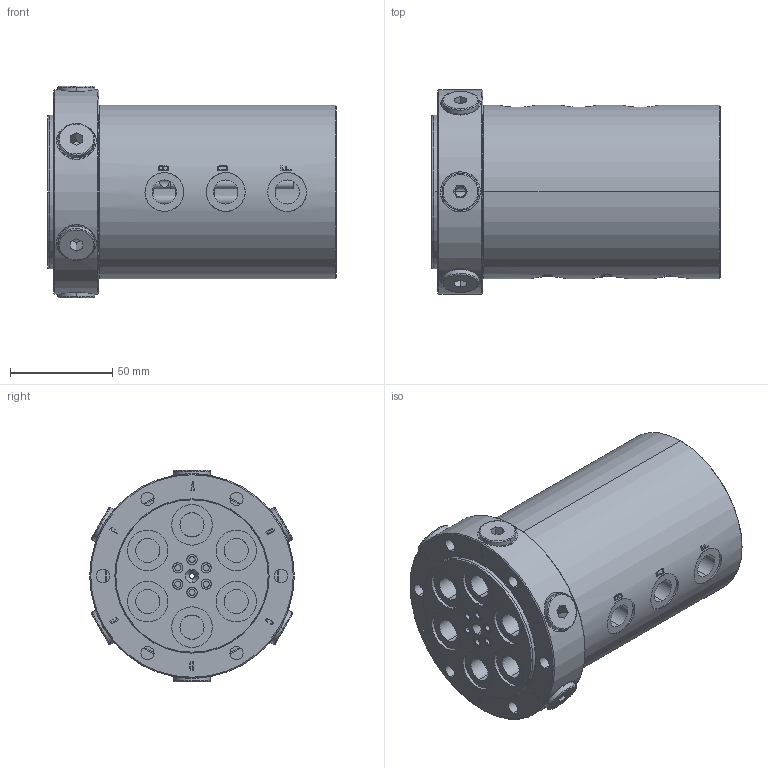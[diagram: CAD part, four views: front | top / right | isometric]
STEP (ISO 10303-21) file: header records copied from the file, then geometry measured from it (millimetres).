
FILE_DESCRIPTION((''),'2;1');
FILE_NAME('ILCMV43696600','2020-02-24T',('npeters'),(''),'PRO/ENGINEER BY PARAMETRIC TECHNOLOGY CORPORATION, 2013320','PRO/ENGINEER BY PARAMETRIC TECHNOLOGY CORPORATION, 2013320','');
FILE_SCHEMA(('AUTOMOTIVE_DESIGN { 1 0 10303 214 1 1 1 1 }'));
Length unit declared in the file: inch
Products named in the file (1): ILCMV43696600
Bounding box: 141 x 100 x 103.6 mm (x, y, z)
Surface area: 84237.3 mm2 (no closed solid volume)
Topology: 0 solids, 18 shells, 431 faces, 1658 edges, 1207 vertices
Faces by surface type: plane 240, cylinder 154, cone 21, torus 16
Entity records: 25667 total; most frequent: CARTESIAN_POINT 6340, DIRECTION 2735, ORIENTED_EDGE 2650, PRESENTATION_STYLE_ASSIGNMENT 1742, STYLED_ITEM 1676, CURVE_STYLE 1658, EDGE_CURVE 1658, VERTEX_POINT 1219
